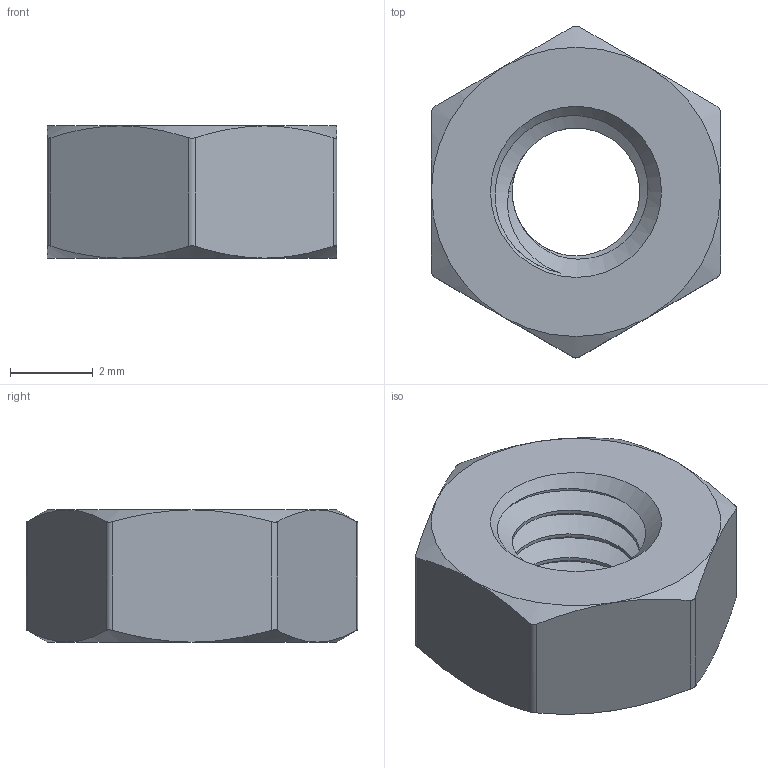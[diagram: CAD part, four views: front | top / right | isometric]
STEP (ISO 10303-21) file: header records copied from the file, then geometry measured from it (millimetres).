
FILE_DESCRIPTION(/* description */ ('','CAx-IF Rec.Pracs.---Representation and Presentation of Product Manufacturing Information (PMI)---4.0---2014-10-13'),/* implementation_level */ '2;1');
FILE_NAME(/* name */ 'OSSM - Base - PitClamp Mini_Hardware - OSSM - Base - PitClamp Mini_M4 Nut_step.stp',/* time_stamp */ '2025-02-03T22:38:29-05:00',/* author */ (''),/* organization */ (''),/* preprocessor_version */ 'ST-DEVELOPER v20',/* originating_system */ 'Autodesk Translation Framework v13.20.0.188',/* authorisation */ '');
FILE_SCHEMA (('AP242_MANAGED_MODEL_BASED_3D_ENGINEERING_MIM_LF { 1 0 10303 442 1 1 4 }'));
Length unit declared in the file: millimetre
Products named in the file (1): 91828A231_18-8 Stainless Steel Hex Nut
Bounding box: 7 x 8.03 x 3.2 mm (x, y, z)
Volume: 101.9 mm3; surface area: 192.5 mm2
Topology: 1 solids, 1 shells, 40 faces, 102 edges, 64 vertices
Faces by surface type: cylinder 15, cone 15, plane 8, bspline 2
Full cylindrical faces by diameter (mm): 3.091 x2, 4 x3
Entity records: 2045 total; most frequent: CARTESIAN_POINT 1188, ORIENTED_EDGE 204, DIRECTION 138, EDGE_CURVE 102, VERTEX_POINT 64, AXIS2_PLACEMENT_3D 58, EDGE_LOOP 42, FACE_OUTER_BOUND 40
